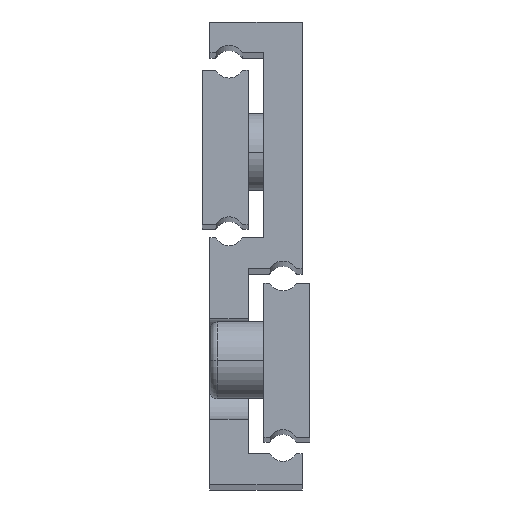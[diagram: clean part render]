
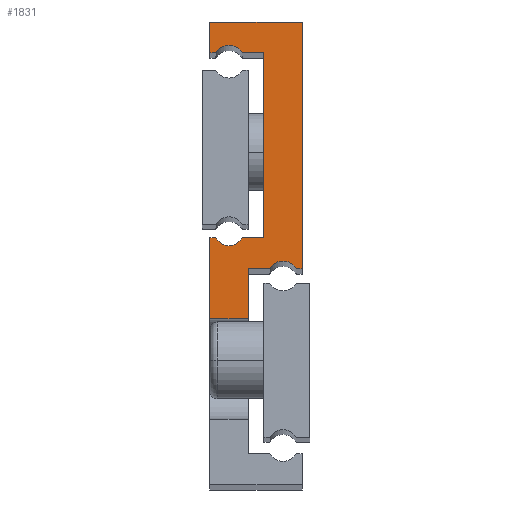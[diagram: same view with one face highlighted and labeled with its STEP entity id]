
A CAD part, top view. The second image highlights one B-rep face of the part: STEP entity #1831.
In plain terms, the highlighted planar face has unit normal (0, 0, 1).
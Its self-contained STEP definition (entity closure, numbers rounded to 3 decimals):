
#26 = EDGE_CURVE ( 'NONE', #685, #1524, #1943, .T. ) ;
#44 = ORIENTED_EDGE ( 'NONE', *, *, #1065, .T. ) ;
#51 = CARTESIAN_POINT ( 'NONE',  ( 12., 28., 200. ) ) ;
#67 = LINE ( 'NONE', #1515, #2097 ) ;
#77 = DIRECTION ( 'NONE',  ( -1., 0., 0. ) ) ;
#94 = AXIS2_PLACEMENT_3D ( 'NONE', #1257, #1109, #2042 ) ;
#95 = ORIENTED_EDGE ( 'NONE', *, *, #1646, .T. ) ;
#112 = DIRECTION ( 'NONE',  ( 1., 0., 0. ) ) ;
#125 = ORIENTED_EDGE ( 'NONE', *, *, #1063, .T. ) ;
#135 = DIRECTION ( 'NONE',  ( -1., 0., 0. ) ) ;
#145 = EDGE_CURVE ( 'NONE', #174, #1945, #290, .T. ) ;
#149 = CARTESIAN_POINT ( 'NONE',  ( 2.5, 55., 200. ) ) ;
#152 = ORIENTED_EDGE ( 'NONE', *, *, #1427, .T. ) ;
#160 = VERTEX_POINT ( 'NONE', #941 ) ;
#174 = VERTEX_POINT ( 'NONE', #1904 ) ;
#176 = CARTESIAN_POINT ( 'NONE',  ( 9.5, 27., 200. ) ) ;
#178 = CARTESIAN_POINT ( 'NONE',  ( 0., 0., 200. ) ) ;
#195 = DIRECTION ( 'NONE',  ( 1., 0., 0. ) ) ;
#220 = VECTOR ( 'NONE', #381, 1000. ) ;
#222 = LINE ( 'NONE', #872, #1426 ) ;
#235 = DIRECTION ( 'NONE',  ( 1., 0., 0. ) ) ;
#237 = VERTEX_POINT ( 'NONE', #1290 ) ;
#238 = DIRECTION ( 'NONE',  ( 0., 0., -1. ) ) ;
#262 = CARTESIAN_POINT ( 'NONE',  ( 12., 28., 200. ) ) ;
#264 = LINE ( 'NONE', #1716, #1624 ) ;
#290 = LINE ( 'NONE', #1407, #648 ) ;
#302 = DIRECTION ( 'NONE',  ( 1., 0., 0. ) ) ;
#325 = DIRECTION ( 'NONE',  ( -1., 0., 0. ) ) ;
#327 = LINE ( 'NONE', #178, #810 ) ;
#357 = CARTESIAN_POINT ( 'NONE',  ( 7.768, 28., 200. ) ) ;
#370 = VECTOR ( 'NONE', #112, 1000. ) ;
#381 = DIRECTION ( 'NONE',  ( -1., 0., 0. ) ) ;
#455 = EDGE_CURVE ( 'NONE', #160, #2011, #1020, .T. ) ;
#457 = ORIENTED_EDGE ( 'NONE', *, *, #1529, .T. ) ;
#473 = AXIS2_PLACEMENT_3D ( 'NONE', #149, #1748, #302 ) ;
#499 = VECTOR ( 'NONE', #235, 1000. ) ;
#570 = LINE ( 'NONE', #2025, #1117 ) ;
#581 = CIRCLE ( 'NONE', #473, 2. ) ;
#583 = VERTEX_POINT ( 'NONE', #1256 ) ;
#587 = CARTESIAN_POINT ( 'NONE',  ( 0.768, 56., 200. ) ) ;
#639 = VERTEX_POINT ( 'NONE', #587 ) ;
#648 = VECTOR ( 'NONE', #135, 1000. ) ;
#685 = VERTEX_POINT ( 'NONE', #1141 ) ;
#689 = ORIENTED_EDGE ( 'NONE', *, *, #1393, .T. ) ;
#690 = VERTEX_POINT ( 'NONE', #833 ) ;
#696 = EDGE_LOOP ( 'NONE', ( #2002, #125, #1690, #1483, #95, #689, #1351, #1394, #1623, #1763, #44, #1028, #1469, #152, #957, #457 ) ) ;
#704 = CARTESIAN_POINT ( 'NONE',  ( 0., 32., 200. ) ) ;
#732 = LINE ( 'NONE', #51, #499 ) ;
#735 = CARTESIAN_POINT ( 'NONE',  ( 2.5, 33., 200. ) ) ;
#739 = CARTESIAN_POINT ( 'NONE',  ( 4.232, 56., 200. ) ) ;
#810 = VECTOR ( 'NONE', #1777, 1000. ) ;
#831 = DIRECTION ( 'NONE',  ( 0., -1., 0. ) ) ;
#833 = CARTESIAN_POINT ( 'NONE',  ( 0.768, 32., 200. ) ) ;
#861 = EDGE_CURVE ( 'NONE', #1995, #639, #222, .T. ) ;
#872 = CARTESIAN_POINT ( 'NONE',  ( 0., 56., 200. ) ) ;
#904 = CARTESIAN_POINT ( 'NONE',  ( 4.232, 56., 200. ) ) ;
#914 = LINE ( 'NONE', #739, #370 ) ;
#920 = CARTESIAN_POINT ( 'NONE',  ( 12., 60., 200. ) ) ;
#934 = EDGE_CURVE ( 'NONE', #1010, #160, #1018, .T. ) ;
#941 = CARTESIAN_POINT ( 'NONE',  ( 7., 32., 200. ) ) ;
#948 = AXIS2_PLACEMENT_3D ( 'NONE', #176, #996, #325 ) ;
#956 = AXIS2_PLACEMENT_3D ( 'NONE', #735, #238, #77 ) ;
#957 = ORIENTED_EDGE ( 'NONE', *, *, #1677, .T. ) ;
#996 = DIRECTION ( 'NONE',  ( 0., 0., -1. ) ) ;
#1003 = VERTEX_POINT ( 'NONE', #904 ) ;
#1010 = VERTEX_POINT ( 'NONE', #1096 ) ;
#1018 = LINE ( 'NONE', #1671, #1657 ) ;
#1019 = CARTESIAN_POINT ( 'NONE',  ( 4.232, 32., 200. ) ) ;
#1020 = LINE ( 'NONE', #1829, #220 ) ;
#1028 = ORIENTED_EDGE ( 'NONE', *, *, #934, .T. ) ;
#1063 = EDGE_CURVE ( 'NONE', #174, #685, #264, .T. ) ;
#1065 = EDGE_CURVE ( 'NONE', #1003, #1010, #914, .T. ) ;
#1067 = LINE ( 'NONE', #704, #2055 ) ;
#1086 = DIRECTION ( 'NONE',  ( 0., 1., 0. ) ) ;
#1096 = CARTESIAN_POINT ( 'NONE',  ( 7., 56., 200. ) ) ;
#1109 = DIRECTION ( 'NONE',  ( 0., 0., 1. ) ) ;
#1117 = VECTOR ( 'NONE', #1878, 1000. ) ;
#1128 = CARTESIAN_POINT ( 'NONE',  ( 7.768, 28., 200. ) ) ;
#1141 = CARTESIAN_POINT ( 'NONE',  ( 5., 28., 200. ) ) ;
#1182 = EDGE_CURVE ( 'NONE', #639, #1003, #581, .T. ) ;
#1218 = CARTESIAN_POINT ( 'NONE',  ( 12., 28., 200. ) ) ;
#1256 = CARTESIAN_POINT ( 'NONE',  ( 0., 32., 200. ) ) ;
#1257 = CARTESIAN_POINT ( 'NONE',  ( 9.5, 5., 200. ) ) ;
#1265 = PLANE ( 'NONE',  #94 ) ;
#1276 = FACE_OUTER_BOUND ( 'NONE', #696, .T. ) ;
#1290 = CARTESIAN_POINT ( 'NONE',  ( 11.232, 28., 200. ) ) ;
#1298 = CARTESIAN_POINT ( 'NONE',  ( 0., 21.5, 200. ) ) ;
#1320 = EDGE_CURVE ( 'NONE', #1682, #1995, #67, .T. ) ;
#1351 = ORIENTED_EDGE ( 'NONE', *, *, #1448, .T. ) ;
#1377 = LINE ( 'NONE', #262, #1697 ) ;
#1392 = CARTESIAN_POINT ( 'NONE',  ( 0., 60., 200. ) ) ;
#1393 = EDGE_CURVE ( 'NONE', #1479, #1446, #1377, .T. ) ;
#1394 = ORIENTED_EDGE ( 'NONE', *, *, #1320, .T. ) ;
#1407 = CARTESIAN_POINT ( 'NONE',  ( 9.5, 21.5, 200. ) ) ;
#1426 = VECTOR ( 'NONE', #195, 1000. ) ;
#1427 = EDGE_CURVE ( 'NONE', #2011, #690, #2030, .T. ) ;
#1446 = VERTEX_POINT ( 'NONE', #920 ) ;
#1448 = EDGE_CURVE ( 'NONE', #1446, #1682, #570, .T. ) ;
#1469 = ORIENTED_EDGE ( 'NONE', *, *, #455, .T. ) ;
#1479 = VERTEX_POINT ( 'NONE', #1218 ) ;
#1483 = ORIENTED_EDGE ( 'NONE', *, *, #1895, .T. ) ;
#1489 = CIRCLE ( 'NONE', #948, 2. ) ;
#1515 = CARTESIAN_POINT ( 'NONE',  ( 0., 60., 200. ) ) ;
#1524 = VERTEX_POINT ( 'NONE', #357 ) ;
#1529 = EDGE_CURVE ( 'NONE', #583, #1945, #327, .T. ) ;
#1546 = DIRECTION ( 'NONE',  ( 0., 1., 0. ) ) ;
#1549 = DIRECTION ( 'NONE',  ( -1., 0., 0. ) ) ;
#1611 = DIRECTION ( 'NONE',  ( 1., 0., 0. ) ) ;
#1623 = ORIENTED_EDGE ( 'NONE', *, *, #861, .T. ) ;
#1624 = VECTOR ( 'NONE', #1546, 1000. ) ;
#1646 = EDGE_CURVE ( 'NONE', #237, #1479, #732, .T. ) ;
#1657 = VECTOR ( 'NONE', #1977, 1000. ) ;
#1671 = CARTESIAN_POINT ( 'NONE',  ( 7., 32., 200. ) ) ;
#1677 = EDGE_CURVE ( 'NONE', #690, #583, #1067, .T. ) ;
#1682 = VERTEX_POINT ( 'NONE', #1392 ) ;
#1690 = ORIENTED_EDGE ( 'NONE', *, *, #26, .T. ) ;
#1697 = VECTOR ( 'NONE', #1086, 1000. ) ;
#1716 = CARTESIAN_POINT ( 'NONE',  ( 5., 4., 200. ) ) ;
#1748 = DIRECTION ( 'NONE',  ( 0., 0., -1. ) ) ;
#1763 = ORIENTED_EDGE ( 'NONE', *, *, #1182, .T. ) ;
#1777 = DIRECTION ( 'NONE',  ( 0., -1., 0. ) ) ;
#1829 = CARTESIAN_POINT ( 'NONE',  ( 4.232, 32., 200. ) ) ;
#1831 = ADVANCED_FACE ( 'NONE', ( #1276 ), #1265, .T. ) ;
#1878 = DIRECTION ( 'NONE',  ( -1., 0., 0. ) ) ;
#1895 = EDGE_CURVE ( 'NONE', #1524, #237, #1489, .T. ) ;
#1904 = CARTESIAN_POINT ( 'NONE',  ( 5., 21.5, 200. ) ) ;
#1943 = LINE ( 'NONE', #1128, #2067 ) ;
#1945 = VERTEX_POINT ( 'NONE', #1298 ) ;
#1977 = DIRECTION ( 'NONE',  ( 0., -1., 0. ) ) ;
#1978 = CARTESIAN_POINT ( 'NONE',  ( 0., 56., 200. ) ) ;
#1995 = VERTEX_POINT ( 'NONE', #1978 ) ;
#2002 = ORIENTED_EDGE ( 'NONE', *, *, #145, .F. ) ;
#2011 = VERTEX_POINT ( 'NONE', #1019 ) ;
#2025 = CARTESIAN_POINT ( 'NONE',  ( 0., 60., 200. ) ) ;
#2030 = CIRCLE ( 'NONE', #956, 2. ) ;
#2042 = DIRECTION ( 'NONE',  ( 1., 0., 0. ) ) ;
#2055 = VECTOR ( 'NONE', #1549, 1000. ) ;
#2067 = VECTOR ( 'NONE', #1611, 1000. ) ;
#2097 = VECTOR ( 'NONE', #831, 1000. ) ;
